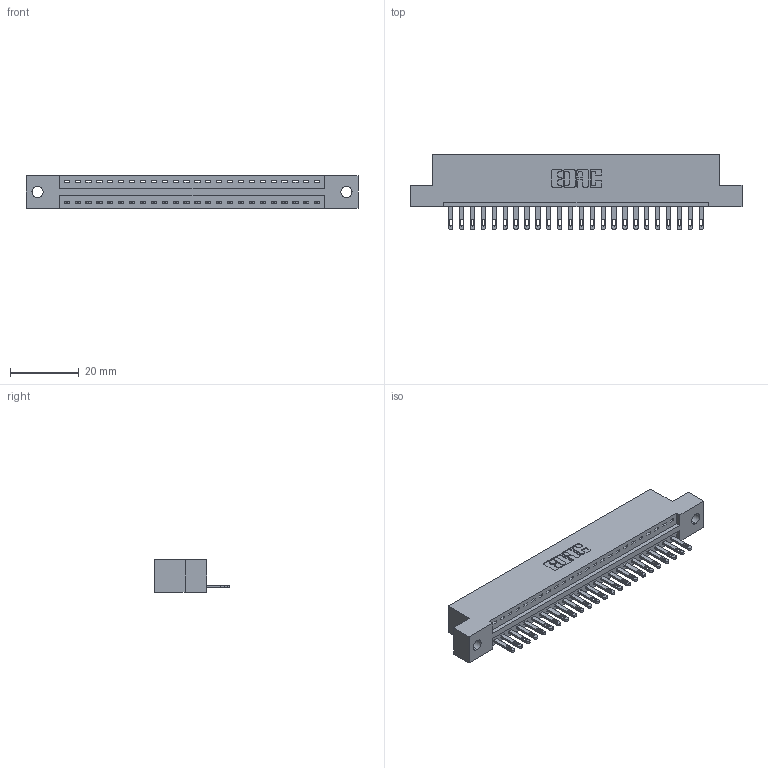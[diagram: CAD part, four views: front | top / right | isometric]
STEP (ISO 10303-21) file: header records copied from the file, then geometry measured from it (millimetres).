
FILE_DESCRIPTION (( 'STEP AP203' ), '1' );
FILE_NAME ('896-024-500-102.STEP', '2021-07-27T17:20:27', ( '' ), ( '' ), 'SwSTEP 2.0', 'SolidWorks 2020', '' );
FILE_SCHEMA (( 'CONFIG_CONTROL_DESIGN' ));
Length unit declared in the file: inch
Products named in the file (3): 846 Part_Flush Mounting Lugs - 0.128 Dia; 345-292-001_345-293-100; 896-024-500-102
Assembly tree (25 placements, depth 2):
  896-024-500-102
    846 Part_Flush Mounting Lugs - 0.128 Dia
    345-292-001_345-293-100  x24
Bounding box: 96.77 x 21.84 x 9.4 mm (x, y, z)
Volume: 9117.6 mm3; surface area: 10986.2 mm2
Topology: 25 solids, 25 shells, 1418 faces, 4361 edges, 2906 vertices
Faces by surface type: plane 892, cylinder 526
Entity records: 17251 total; most frequent: CARTESIAN_POINT 2968, ORIENTED_EDGE 2926, DIRECTION 2643, EDGE_CURVE 1463, VECTOR 1231, LINE 1231, VERTEX_POINT 974, AXIS2_PLACEMENT_3D 706
